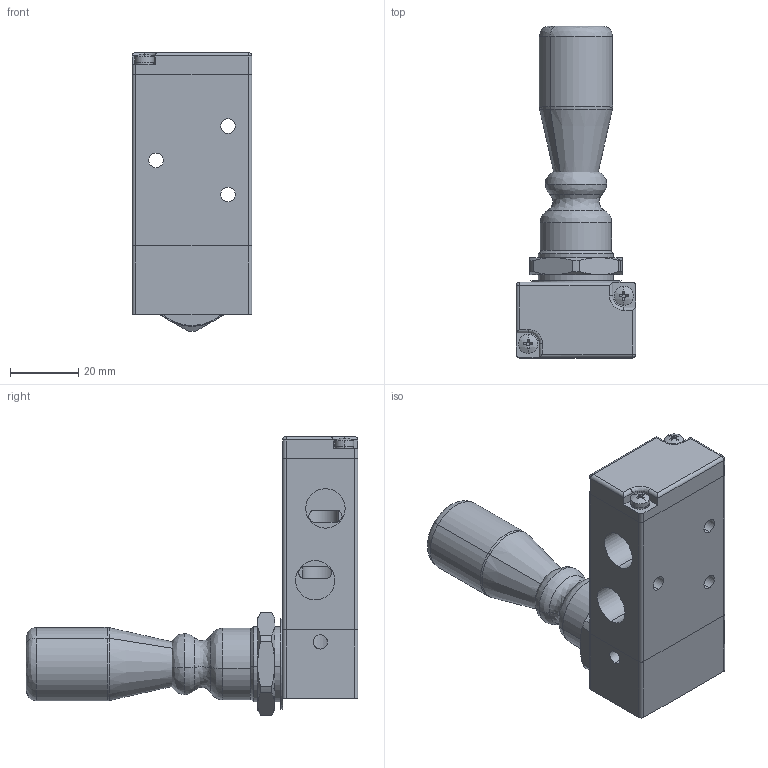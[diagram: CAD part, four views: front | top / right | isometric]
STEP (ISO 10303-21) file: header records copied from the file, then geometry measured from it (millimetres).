
FILE_DESCRIPTION (( 'STEP AP203' ), '1' );
FILE_NAME ('4H230(CEP)-08-M.step', '2017-03-07T19:21:52', ( '' ), ( '' ), 'SwSTEP 2.0', 'SolidWorks 2016', '' );
FILE_SCHEMA (( 'CONFIG_CONTROL_DESIGN' ));
Length unit declared in the file: millimetre
Products named in the file (1): 4H230(CEP)-08-M
Bounding box: 35 x 97 x 81.5 mm (x, y, z)
Volume: 64922.3 mm3; surface area: 30506.1 mm2
Topology: 13 solids, 13 shells, 362 faces, 889 edges, 561 vertices
Faces by surface type: cylinder 164, plane 136, bspline 32, cone 30
Entity records: 11731 total; most frequent: CARTESIAN_POINT 3234, DIRECTION 1778, ORIENTED_EDGE 1758, EDGE_CURVE 879, AXIS2_PLACEMENT_3D 721, VERTEX_POINT 561, EDGE_LOOP 418, CIRCLE 390
